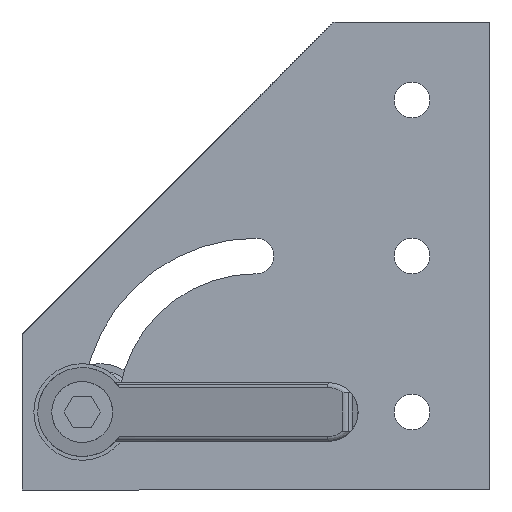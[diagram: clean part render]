
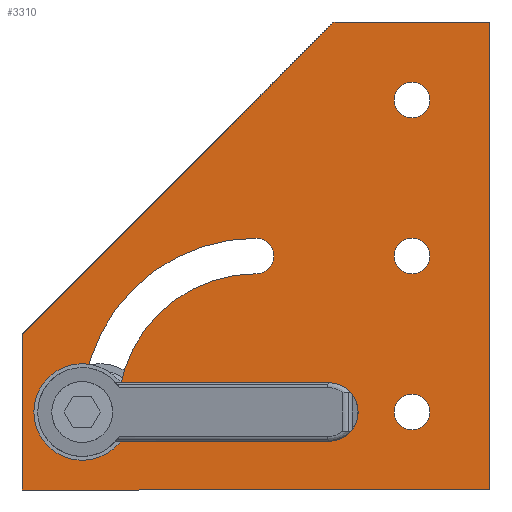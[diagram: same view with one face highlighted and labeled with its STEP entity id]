
A CAD part, left-side view. The second image highlights one B-rep face of the part: STEP entity #3310.
In plain terms, the highlighted planar face has unit normal (-1, 0, 0).
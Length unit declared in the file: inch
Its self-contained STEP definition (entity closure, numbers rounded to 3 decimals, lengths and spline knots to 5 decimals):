
#2549=CARTESIAN_POINT('',(-1.03,-1.5,3.579));
#2550=VERTEX_POINT('',#2549);
#2566=CARTESIAN_POINT('',(-1.03,-1.5,3.921));
#2567=VERTEX_POINT('',#2566);
#2574=CARTESIAN_POINT('',(-1.03,-1.5,3.75));
#2575=DIRECTION('',(1.0,0.0,0.0));
#2576=DIRECTION('',(0.0,0.0,-1.0));
#2577=AXIS2_PLACEMENT_3D('',#2574,#2575,#2576);
#2578=CIRCLE('',#2577,0.171);
#2579=EDGE_CURVE('',#2550,#2567,#2578,.T.);
#2591=CARTESIAN_POINT('',(-1.03,-1.5,2.079));
#2592=VERTEX_POINT('',#2591);
#2608=CARTESIAN_POINT('',(-1.03,-1.5,2.421));
#2609=VERTEX_POINT('',#2608);
#2616=CARTESIAN_POINT('',(-1.03,-1.5,2.25));
#2617=DIRECTION('',(1.0,0.0,0.0));
#2618=DIRECTION('',(0.0,0.0,-1.0));
#2619=AXIS2_PLACEMENT_3D('',#2616,#2617,#2618);
#2620=CIRCLE('',#2619,0.171);
#2621=EDGE_CURVE('',#2592,#2609,#2620,.T.);
#2633=CARTESIAN_POINT('',(-1.03,-1.5,0.579));
#2634=VERTEX_POINT('',#2633);
#2650=CARTESIAN_POINT('',(-1.03,-1.5,0.921));
#2651=VERTEX_POINT('',#2650);
#2658=CARTESIAN_POINT('',(-1.03,-1.5,0.75));
#2659=DIRECTION('',(1.0,0.0,0.0));
#2660=DIRECTION('',(0.0,0.0,-1.0));
#2661=AXIS2_PLACEMENT_3D('',#2658,#2659,#2660);
#2662=CIRCLE('',#2661,0.171);
#2663=EDGE_CURVE('',#2634,#2651,#2662,.T.);
#2675=CARTESIAN_POINT('',(-1.03,1.5,0.579));
#2676=VERTEX_POINT('',#2675);
#2692=CARTESIAN_POINT('',(-1.03,1.671,0.75));
#2693=VERTEX_POINT('',#2692);
#2700=CARTESIAN_POINT('',(-1.03,1.5,0.75));
#2701=DIRECTION('',(1.0,0.0,0.0));
#2702=DIRECTION('',(0.0,0.0,-1.0));
#2703=AXIS2_PLACEMENT_3D('',#2700,#2701,#2702);
#2704=CIRCLE('',#2703,0.171);
#2705=EDGE_CURVE('',#2676,#2693,#2704,.T.);
#2717=CARTESIAN_POINT('',(-1.03,1.18158,1.93158));
#2718=VERTEX_POINT('',#2717);
#2734=CARTESIAN_POINT('',(-1.03,0.0,2.421));
#2735=VERTEX_POINT('',#2734);
#2742=CARTESIAN_POINT('',(-1.03,0.0,0.75));
#2743=DIRECTION('',(1.0,0.,0.));
#2744=DIRECTION('',(0.,0.707,0.707));
#2745=AXIS2_PLACEMENT_3D('',#2742,#2743,#2744);
#2746=CIRCLE('',#2745,1.671);
#2747=EDGE_CURVE('',#2718,#2735,#2746,.T.);
#2759=CARTESIAN_POINT('',(-1.03,-0.171,2.25));
#2760=VERTEX_POINT('',#2759);
#2776=CARTESIAN_POINT('',(-1.03,0.0,2.079));
#2777=VERTEX_POINT('',#2776);
#2784=CARTESIAN_POINT('',(-1.03,0.0,2.25));
#2785=DIRECTION('',(1.0,0.0,0.0));
#2786=DIRECTION('',(0.0,-1.0,0.0));
#2787=AXIS2_PLACEMENT_3D('',#2784,#2785,#2786);
#2788=CIRCLE('',#2787,0.171);
#2789=EDGE_CURVE('',#2760,#2777,#2788,.T.);
#2801=CARTESIAN_POINT('',(-1.03,0.93974,1.68974));
#2802=VERTEX_POINT('',#2801);
#2818=CARTESIAN_POINT('',(-1.03,1.329,0.75));
#2819=VERTEX_POINT('',#2818);
#2826=CARTESIAN_POINT('',(-1.03,0.0,0.75));
#2827=DIRECTION('',(-1.0,0.,0.));
#2828=DIRECTION('',(0.,0.707,0.707));
#2829=AXIS2_PLACEMENT_3D('',#2826,#2827,#2828);
#2830=CIRCLE('',#2829,1.329);
#2831=EDGE_CURVE('',#2802,#2819,#2830,.T.);
#2843=CARTESIAN_POINT('',(-1.03,0.0,0.5));
#2844=VERTEX_POINT('',#2843);
#2860=CARTESIAN_POINT('',(-1.03,0.,1.0));
#2861=VERTEX_POINT('',#2860);
#2868=CARTESIAN_POINT('',(-1.03,0.0,0.75));
#2869=DIRECTION('',(1.0,0.0,0.0));
#2870=DIRECTION('',(0.0,0.0,-1.0));
#2871=AXIS2_PLACEMENT_3D('',#2868,#2869,#2870);
#2872=CIRCLE('',#2871,0.25);
#2873=EDGE_CURVE('',#2844,#2861,#2872,.T.);
#2884=CARTESIAN_POINT('',(-1.03,0.0,0.75));
#2885=DIRECTION('',(1.0,0.0,0.0));
#2886=DIRECTION('',(0.0,0.0,-1.0));
#2887=AXIS2_PLACEMENT_3D('',#2884,#2885,#2886);
#2888=CIRCLE('',#2887,0.25);
#2889=EDGE_CURVE('',#2861,#2844,#2888,.T.);
#2908=CARTESIAN_POINT('',(-1.03,0.0,0.75));
#2909=DIRECTION('',(-1.0,0.,0.));
#2910=DIRECTION('',(0.,0.707,0.707));
#2911=AXIS2_PLACEMENT_3D('',#2908,#2909,#2910);
#2912=CIRCLE('',#2911,1.329);
#2913=EDGE_CURVE('',#2777,#2802,#2912,.T.);
#2932=CARTESIAN_POINT('',(-1.03,0.0,2.25));
#2933=DIRECTION('',(1.0,0.0,0.0));
#2934=DIRECTION('',(0.0,-1.0,0.0));
#2935=AXIS2_PLACEMENT_3D('',#2932,#2933,#2934);
#2936=CIRCLE('',#2935,0.171);
#2937=EDGE_CURVE('',#2735,#2760,#2936,.T.);
#2956=CARTESIAN_POINT('',(-1.03,0.0,0.75));
#2957=DIRECTION('',(1.0,0.,0.));
#2958=DIRECTION('',(0.,0.707,0.707));
#2959=AXIS2_PLACEMENT_3D('',#2956,#2957,#2958);
#2960=CIRCLE('',#2959,1.671);
#2961=EDGE_CURVE('',#2693,#2718,#2960,.T.);
#2980=CARTESIAN_POINT('',(-1.03,1.5,0.75));
#2981=DIRECTION('',(1.0,0.0,0.0));
#2982=DIRECTION('',(0.0,0.0,-1.0));
#2983=AXIS2_PLACEMENT_3D('',#2980,#2981,#2982);
#2984=CIRCLE('',#2983,0.171);
#2985=EDGE_CURVE('',#2819,#2676,#2984,.T.);
#3004=CARTESIAN_POINT('',(-1.03,-1.5,0.75));
#3005=DIRECTION('',(1.0,0.0,0.0));
#3006=DIRECTION('',(0.0,0.0,-1.0));
#3007=AXIS2_PLACEMENT_3D('',#3004,#3005,#3006);
#3008=CIRCLE('',#3007,0.171);
#3009=EDGE_CURVE('',#2651,#2634,#3008,.T.);
#3028=CARTESIAN_POINT('',(-1.03,-1.5,2.25));
#3029=DIRECTION('',(1.0,0.0,0.0));
#3030=DIRECTION('',(0.0,0.0,-1.0));
#3031=AXIS2_PLACEMENT_3D('',#3028,#3029,#3030);
#3032=CIRCLE('',#3031,0.171);
#3033=EDGE_CURVE('',#2609,#2592,#3032,.T.);
#3052=CARTESIAN_POINT('',(-1.03,-1.5,3.75));
#3053=DIRECTION('',(1.0,0.0,0.0));
#3054=DIRECTION('',(0.0,0.0,-1.0));
#3055=AXIS2_PLACEMENT_3D('',#3052,#3053,#3054);
#3056=CIRCLE('',#3055,0.171);
#3057=EDGE_CURVE('',#2567,#2550,#3056,.T.);
#3075=CARTESIAN_POINT('',(-1.03,2.25,1.5));
#3076=VERTEX_POINT('',#3075);
#3077=CARTESIAN_POINT('',(-1.03,-0.75,4.5));
#3078=VERTEX_POINT('',#3077);
#3079=CARTESIAN_POINT('',(-1.03,2.25,1.5));
#3080=DIRECTION('',(0.0,-0.707,0.707));
#3081=VECTOR('',#3080,4.24264);
#3082=LINE('',#3079,#3081);
#3083=EDGE_CURVE('',#3076,#3078,#3082,.T.);
#3124=CARTESIAN_POINT('',(-1.03,2.25,0.));
#3125=VERTEX_POINT('',#3124);
#3132=CARTESIAN_POINT('',(-1.03,2.25,1.5));
#3133=DIRECTION('',(0.0,0.0,-1.0));
#3134=VECTOR('',#3133,1.5);
#3135=LINE('',#3132,#3134);
#3136=EDGE_CURVE('',#3076,#3125,#3135,.T.);
#3253=CARTESIAN_POINT('',(-1.03,2.25,4.5));
#3254=DIRECTION('',(-1.0,0.0,0.0));
#3255=DIRECTION('',(0.0,0.0,1.0));
#3256=AXIS2_PLACEMENT_3D('',#3253,#3254,#3255);
#3257=PLANE('',#3256);
#3258=ORIENTED_EDGE('',*,*,#3083,.F.);
#3259=ORIENTED_EDGE('',*,*,#3136,.T.);
#3260=CARTESIAN_POINT('',(-1.03,-2.25,0.0));
#3261=VERTEX_POINT('',#3260);
#3262=CARTESIAN_POINT('',(-1.03,2.25,0.));
#3263=DIRECTION('',(0.0,-1.0,0.0));
#3264=VECTOR('',#3263,4.5);
#3265=LINE('',#3262,#3264);
#3266=EDGE_CURVE('',#3125,#3261,#3265,.T.);
#3267=ORIENTED_EDGE('',*,*,#3266,.T.);
#3268=CARTESIAN_POINT('',(-1.03,-2.25,4.5));
#3269=VERTEX_POINT('',#3268);
#3270=CARTESIAN_POINT('',(-1.03,-2.25,4.5));
#3271=DIRECTION('',(0.0,0.0,-1.0));
#3272=VECTOR('',#3271,4.5);
#3273=LINE('',#3270,#3272);
#3274=EDGE_CURVE('',#3269,#3261,#3273,.T.);
#3275=ORIENTED_EDGE('',*,*,#3274,.F.);
#3276=CARTESIAN_POINT('',(-1.03,-2.25,4.5));
#3277=DIRECTION('',(0.0,1.0,0.0));
#3278=VECTOR('',#3277,1.5);
#3279=LINE('',#3276,#3278);
#3280=EDGE_CURVE('',#3269,#3078,#3279,.T.);
#3281=ORIENTED_EDGE('',*,*,#3280,.T.);
#3282=EDGE_LOOP('',(#3258,#3259,#3267,#3275,#3281));
#3283=FACE_OUTER_BOUND('',#3282,.T.);
#3284=ORIENTED_EDGE('',*,*,#2873,.T.);
#3285=ORIENTED_EDGE('',*,*,#2889,.T.);
#3286=EDGE_LOOP('',(#3284,#3285));
#3287=FACE_BOUND('',#3286,.T.);
#3288=ORIENTED_EDGE('',*,*,#2913,.T.);
#3289=ORIENTED_EDGE('',*,*,#2831,.T.);
#3290=ORIENTED_EDGE('',*,*,#2985,.T.);
#3291=ORIENTED_EDGE('',*,*,#2705,.T.);
#3292=ORIENTED_EDGE('',*,*,#2961,.T.);
#3293=ORIENTED_EDGE('',*,*,#2747,.T.);
#3294=ORIENTED_EDGE('',*,*,#2937,.T.);
#3295=ORIENTED_EDGE('',*,*,#2789,.T.);
#3296=EDGE_LOOP('',(#3288,#3289,#3290,#3291,#3292,#3293,#3294,#3295));
#3297=FACE_BOUND('',#3296,.T.);
#3298=ORIENTED_EDGE('',*,*,#2663,.T.);
#3299=ORIENTED_EDGE('',*,*,#3009,.T.);
#3300=EDGE_LOOP('',(#3298,#3299));
#3301=FACE_BOUND('',#3300,.T.);
#3302=ORIENTED_EDGE('',*,*,#2621,.T.);
#3303=ORIENTED_EDGE('',*,*,#3033,.T.);
#3304=EDGE_LOOP('',(#3302,#3303));
#3305=FACE_BOUND('',#3304,.T.);
#3306=ORIENTED_EDGE('',*,*,#2579,.T.);
#3307=ORIENTED_EDGE('',*,*,#3057,.T.);
#3308=EDGE_LOOP('',(#3306,#3307));
#3309=FACE_BOUND('',#3308,.T.);
#3310=ADVANCED_FACE('',(#3283,#3287,#3297,#3301,#3305,#3309),#3257,.T.);
